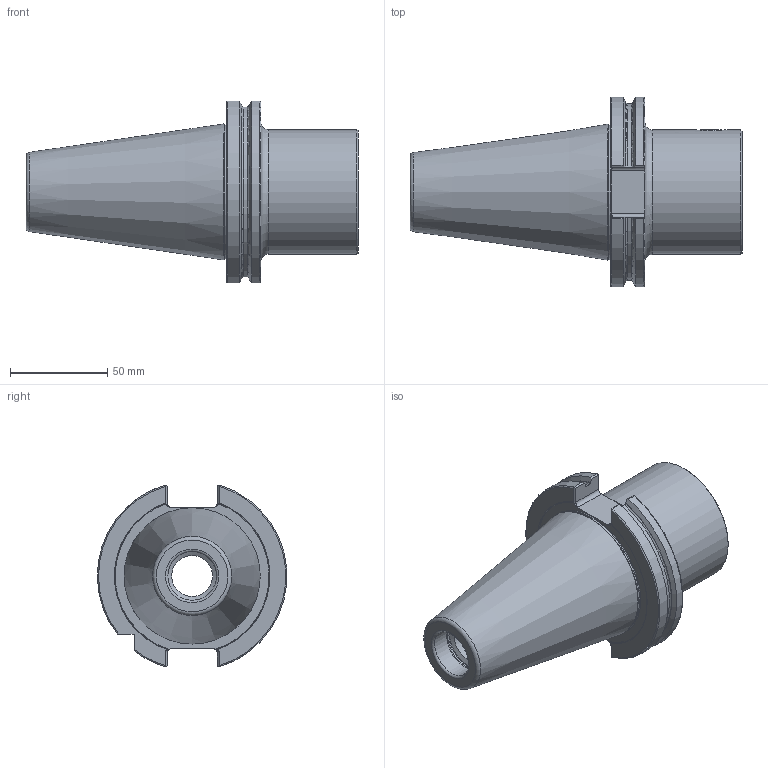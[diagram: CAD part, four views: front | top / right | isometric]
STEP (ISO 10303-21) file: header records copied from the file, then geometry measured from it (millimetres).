
FILE_DESCRIPTION (( 'STEP AP214' ), '1' );
FILE_NAME ('SP5.ST6.K01.069.STEP', '2020-04-15T12:22:28', ( '' ), ( '' ), 'SwSTEP 2.0', 'SolidWorks 2017', '' );
FILE_SCHEMA (( 'AUTOMOTIVE_DESIGN' ));
Length unit declared in the file: millimetre
Products named in the file (4): DIN 3771 - 33x2; ST6-ER1.001.018_A; SP5-ST6.K01.069_A; SP5.ST6.K01.069
Assembly tree (3 placements, depth 2):
  SP5.ST6.K01.069
    SP5-ST6.K01.069_A
    ST6-ER1.001.018_A
    DIN 3771 - 33x2
Bounding box: 170.6 x 97.28 x 93.51 mm (x, y, z)
Volume: 428244.6 mm3; surface area: 60984.3 mm2
Topology: 3 solids, 3 shells, 138 faces, 362 edges, 230 vertices
Faces by surface type: plane 56, cylinder 31, torus 27, cone 22, bspline 2
Full cylindrical faces by diameter (mm): 6 x1, 11 x1, 12 x1, 21 x1, 25 x1, 25.45 x1, 28 x1, 34 x1, 36 x1, 37 x1, 64 x1, 69.2 x1
Entity records: 4858 total; most frequent: CARTESIAN_POINT 1594, ORIENTED_EDGE 628, DIRECTION 602, EDGE_CURVE 314, AXIS2_PLACEMENT_3D 241, VERTEX_POINT 220, EDGE_LOOP 180, FACE_OUTER_BOUND 159
